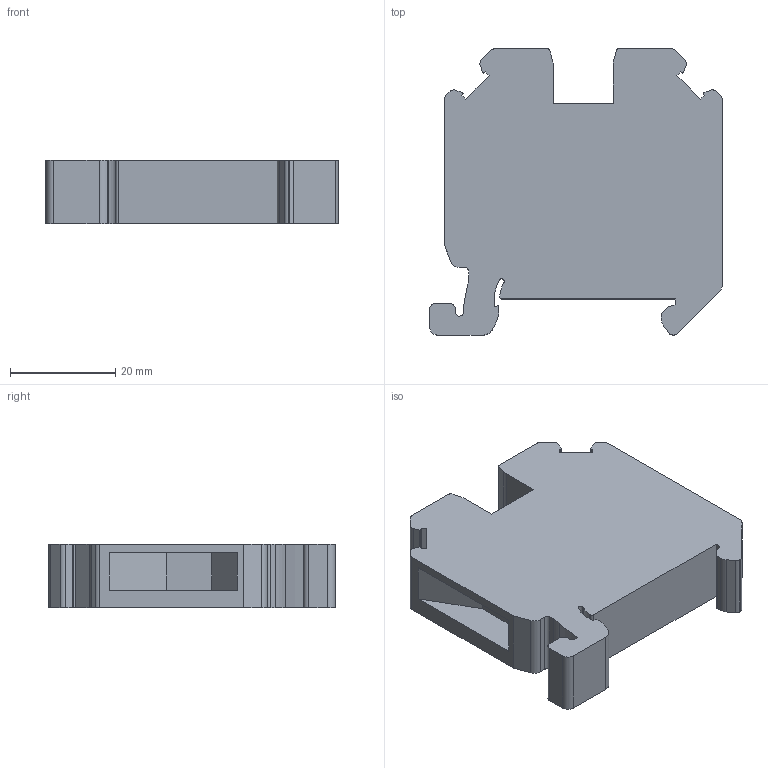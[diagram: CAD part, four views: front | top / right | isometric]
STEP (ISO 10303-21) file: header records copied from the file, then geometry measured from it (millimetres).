
FILE_DESCRIPTION(('OneSpaceDesigner STEP Export'),'2;1');
FILE_NAME('3044199_ut16_select.stp','2005-01-20T13:45:04',(''),(''),'OneSpace Designer STEP processor (Jan. 2003) for AP203(Solid Model)','OneSpace Designer 12.01C 26-Mar-2004 (C) CoCreate Software GmbH','');
FILE_SCHEMA(('CONFIG_CONTROL_DESIGN'));
Length unit declared in the file: millimetre
Products named in the file (2): 3044199_ut16_select
Assembly tree (1 placements, depth 2):
  3044199_ut16_select
    3044199_ut16_select
Bounding box: 55.5 x 54.35 x 12.15 mm (x, y, z)
Volume: 26307.6 mm3; surface area: 8697.8 mm2
Topology: 1 solids, 1 shells, 114 faces, 326 edges, 218 vertices
Faces by surface type: plane 65, cylinder 49
Entity records: 4002 total; most frequent: ORIENTED_EDGE 652, CARTESIAN_POINT 628, DIRECTION 596, EDGE_CURVE 326, VECTOR 224, LINE 224, VERTEX_POINT 218, AXIS2_PLACEMENT_3D 186
